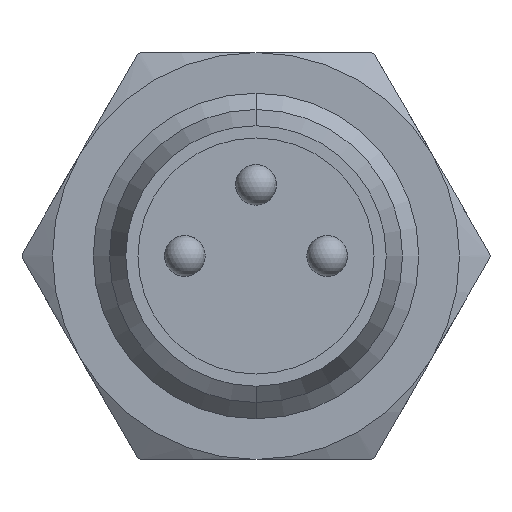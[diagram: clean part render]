
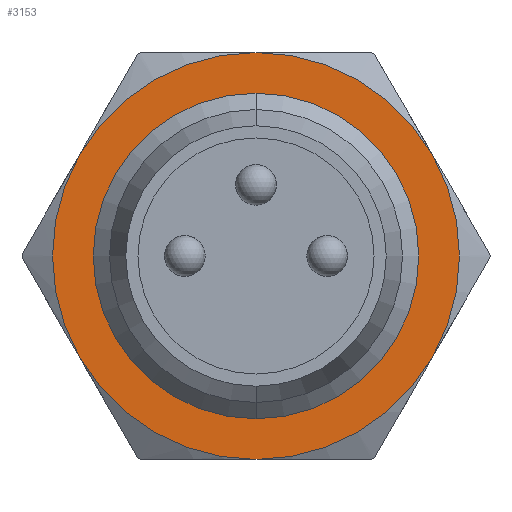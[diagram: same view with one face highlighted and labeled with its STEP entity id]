
A CAD part, front view. The second image highlights one B-rep face of the part: STEP entity #3153.
In plain terms, the highlighted planar face has unit normal (0, -1, 0).
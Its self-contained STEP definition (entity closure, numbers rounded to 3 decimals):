
#439=CARTESIAN_POINT('',(0.0,-9.,4.));
#440=VERTEX_POINT('',#439);
#456=CARTESIAN_POINT('',(0.,-9.,-4.));
#457=VERTEX_POINT('',#456);
#464=CARTESIAN_POINT('',(0.0,-9.,0.0));
#465=DIRECTION('',(0.0,1.0,0.0));
#466=DIRECTION('',(0.0,0.0,1.0));
#467=AXIS2_PLACEMENT_3D('',#464,#465,#466);
#468=CIRCLE('',#467,4.);
#469=EDGE_CURVE('',#440,#457,#468,.T.);
#1849=CARTESIAN_POINT('',(4.33,-9.,2.5));
#1850=VERTEX_POINT('',#1849);
#1933=CARTESIAN_POINT('',(4.33,-9.,-2.5));
#1934=VERTEX_POINT('',#1933);
#2017=CARTESIAN_POINT('',(0.,-9.,-5.));
#2018=VERTEX_POINT('',#2017);
#2101=CARTESIAN_POINT('',(-4.33,-9.,-2.5));
#2102=VERTEX_POINT('',#2101);
#2185=CARTESIAN_POINT('',(-4.33,-9.,2.5));
#2186=VERTEX_POINT('',#2185);
#2269=CARTESIAN_POINT('',(0.0,-9.,5.0));
#2270=VERTEX_POINT('',#2269);
#2498=CARTESIAN_POINT('',(0.0,-9.,0.0));
#2499=DIRECTION('',(0.0,1.0,0.0));
#2500=DIRECTION('',(0.0,0.0,1.0));
#2501=AXIS2_PLACEMENT_3D('',#2498,#2499,#2500);
#2502=CIRCLE('',#2501,5.0);
#2503=EDGE_CURVE('',#2186,#2270,#2502,.T.);
#2522=CARTESIAN_POINT('',(0.0,-9.,0.0));
#2523=DIRECTION('',(0.0,1.0,0.0));
#2524=DIRECTION('',(0.0,0.0,1.0));
#2525=AXIS2_PLACEMENT_3D('',#2522,#2523,#2524);
#2526=CIRCLE('',#2525,5.0);
#2527=EDGE_CURVE('',#2102,#2186,#2526,.T.);
#2546=CARTESIAN_POINT('',(0.0,-9.,0.0));
#2547=DIRECTION('',(0.0,1.0,0.0));
#2548=DIRECTION('',(0.0,0.0,1.0));
#2549=AXIS2_PLACEMENT_3D('',#2546,#2547,#2548);
#2550=CIRCLE('',#2549,5.0);
#2551=EDGE_CURVE('',#2018,#2102,#2550,.T.);
#2570=CARTESIAN_POINT('',(0.0,-9.,0.0));
#2571=DIRECTION('',(0.0,1.0,0.0));
#2572=DIRECTION('',(0.0,0.0,1.0));
#2573=AXIS2_PLACEMENT_3D('',#2570,#2571,#2572);
#2574=CIRCLE('',#2573,5.0);
#2575=EDGE_CURVE('',#1934,#2018,#2574,.T.);
#2594=CARTESIAN_POINT('',(0.0,-9.,0.0));
#2595=DIRECTION('',(0.0,1.0,0.0));
#2596=DIRECTION('',(0.0,0.0,1.0));
#2597=AXIS2_PLACEMENT_3D('',#2594,#2595,#2596);
#2598=CIRCLE('',#2597,5.0);
#2599=EDGE_CURVE('',#1850,#1934,#2598,.T.);
#3118=CARTESIAN_POINT('',(0.0,-9.,0.0));
#3119=DIRECTION('',(0.0,1.0,0.0));
#3120=DIRECTION('',(0.0,0.0,1.0));
#3121=AXIS2_PLACEMENT_3D('',#3118,#3119,#3120);
#3122=CIRCLE('',#3121,4.);
#3123=EDGE_CURVE('',#457,#440,#3122,.T.);
#3130=CARTESIAN_POINT('',(0.0,-9.,4.5));
#3131=DIRECTION('',(0.0,-1.0,0.0));
#3132=DIRECTION('',(0.0,0.0,-1.0));
#3133=AXIS2_PLACEMENT_3D('',#3130,#3131,#3132);
#3134=PLANE('',#3133);
#3135=CARTESIAN_POINT('',(0.0,-9.,0.0));
#3136=DIRECTION('',(0.0,1.0,0.0));
#3137=DIRECTION('',(0.0,0.0,1.0));
#3138=AXIS2_PLACEMENT_3D('',#3135,#3136,#3137);
#3139=CIRCLE('',#3138,5.0);
#3140=EDGE_CURVE('',#2270,#1850,#3139,.T.);
#3141=ORIENTED_EDGE('',*,*,#3140,.F.);
#3142=ORIENTED_EDGE('',*,*,#2503,.F.);
#3143=ORIENTED_EDGE('',*,*,#2527,.F.);
#3144=ORIENTED_EDGE('',*,*,#2551,.F.);
#3145=ORIENTED_EDGE('',*,*,#2575,.F.);
#3146=ORIENTED_EDGE('',*,*,#2599,.F.);
#3147=EDGE_LOOP('',(#3141,#3142,#3143,#3144,#3145,#3146));
#3148=FACE_OUTER_BOUND('',#3147,.T.);
#3149=ORIENTED_EDGE('',*,*,#469,.T.);
#3150=ORIENTED_EDGE('',*,*,#3123,.T.);
#3151=EDGE_LOOP('',(#3149,#3150));
#3152=FACE_BOUND('',#3151,.T.);
#3153=ADVANCED_FACE('',(#3148,#3152),#3134,.T.);
